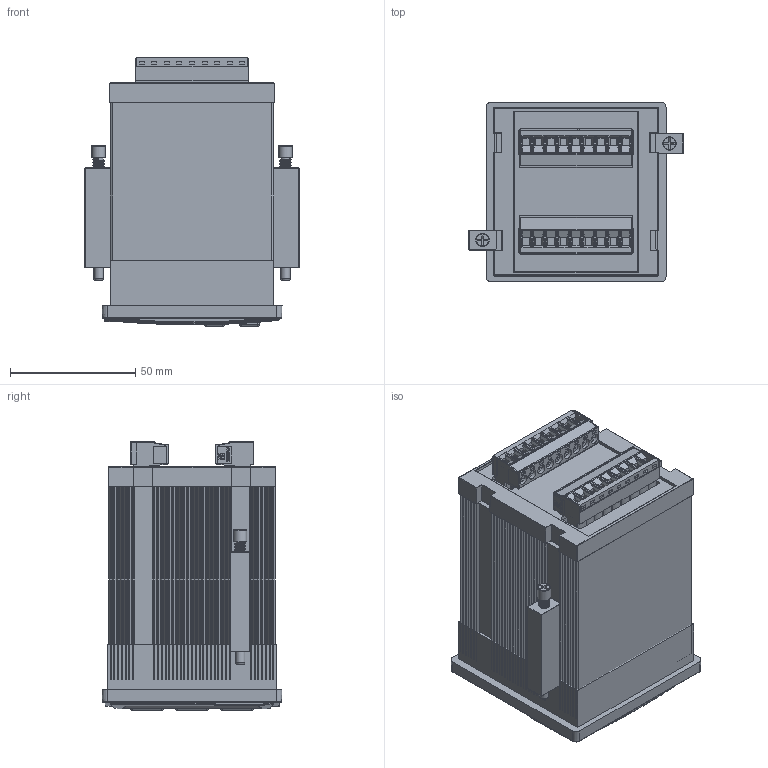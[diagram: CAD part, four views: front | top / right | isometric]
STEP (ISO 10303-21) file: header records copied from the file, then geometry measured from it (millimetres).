
FILE_DESCRIPTION(/* description */ (''),/* implementation_level */ '2;1');
FILE_NAME(/* name */ 'ATR171.stp',/* time_stamp */ '2024-11-20T10:41:31+01:00',/* author */ ('ut3'),/* organization */ (''),/* preprocessor_version */ 'ST-DEVELOPER v20',/* originating_system */ 'Autodesk Inventor 2025',/* authorisation */ '');
FILE_SCHEMA (('AUTOMOTIVE_DESIGN { 1 0 10303 214 3 1 1 }'));
Products named in the file (37): ATR171; CORNICE_POSTERIORE_72X72_PRT; Corpo_86; 1300.10.014; 1300.20.167; 1900.00.128_silicone_neutro; pxc_1754588_05_02_MSTB-2-5-9-ST_3D; 2023_03_29_10_34_25_0157; 2023_03_29_10_34_25_0142; 2023_03_29_10_34_25_0126; 2023_03_29_10_34_25_0110; 2023_03_29_10_34_25_0095; 2023_03_29_10_34_25_0079; 2023_03_29_10_34_25_0062; 2023_03_29_10_34_25_0047; 2023_03_29_10_34_25_0031; 2023_03_29_10_34_25_0015; 2023_03_29_10_34_25_0000; 2023_03_29_10_34_24_0984; 2023_03_29_10_34_24_0969; 2023_03_29_10_34_24_0953; 2023_03_29_10_34_24_0937; 2023_03_29_10_34_24_0922; 2023_03_29_10_34_24_0906; 2023_03_29_10_34_24_0891; 2023_03_29_10_34_24_0875; 2023_03_29_10_34_24_0859; 2023_03_29_10_34_24_0844; 2023_03_29_10_34_24_0828; 2023_03_29_10_34_24_0812; 2023_03_29_10_34_24_0797; 2023_03_29_10_34_24_0781; 2023_03_29_10_34_24_0765; 2023_03_29_10_34_24_0750; 2023_03_29_10_34_24_0687; AGGANCIO_INCABOX_M_PRT; Display
Assembly tree (38 placements, depth 3):
  ATR171
    CORNICE_POSTERIORE_72X72_PRT
    Corpo_86
    1300.10.014
    1300.20.167
    1900.00.128_silicone_neutro
    pxc_1754588_05_02_MSTB-2-5-9-ST_3D  x2
      2023_03_29_10_34_25_0157
      2023_03_29_10_34_25_0142
      2023_03_29_10_34_25_0126
      2023_03_29_10_34_25_0110
      2023_03_29_10_34_25_0095
      2023_03_29_10_34_25_0079
      2023_03_29_10_34_25_0062
      2023_03_29_10_34_25_0047
      2023_03_29_10_34_25_0031
      2023_03_29_10_34_25_0015
      2023_03_29_10_34_25_0000
      2023_03_29_10_34_24_0984
      2023_03_29_10_34_24_0969
      2023_03_29_10_34_24_0953
      2023_03_29_10_34_24_0937
      2023_03_29_10_34_24_0922
      2023_03_29_10_34_24_0906
      2023_03_29_10_34_24_0891
      2023_03_29_10_34_24_0875
      2023_03_29_10_34_24_0859
      2023_03_29_10_34_24_0844
      2023_03_29_10_34_24_0828
      2023_03_29_10_34_24_0812
      2023_03_29_10_34_24_0797
      2023_03_29_10_34_24_0781
      2023_03_29_10_34_24_0765
      2023_03_29_10_34_24_0750
      2023_03_29_10_34_24_0687
    AGGANCIO_INCABOX_M_PRT  x2
    Display
Bounding box: 85.4 x 71.8 x 107 mm (x, y, z)
Volume: 111544.9 mm3; surface area: 118357.7 mm2
Topology: 64 solids, 64 shells, 3284 faces, 8514 edges, 5475 vertices
Faces by surface type: plane 2331, cylinder 712, bspline 183, sphere 28, cone 26, torus 4
Full cylindrical faces by diameter (mm): 0.38 x2, 1.5 x18, 1.53 x36, 3 x72, 3.7 x8, 3.821 x18, 4 x18, 5 x6, 5.3 x2, 7 x6, 8 x5
Entity records: 80566 total; most frequent: CARTESIAN_POINT 28101, ORIENTED_EDGE 10702, DIRECTION 10342, EDGE_CURVE 5351, LINE 3894, VECTOR 3894, VERTEX_POINT 3428, AXIS2_PLACEMENT_3D 3224
